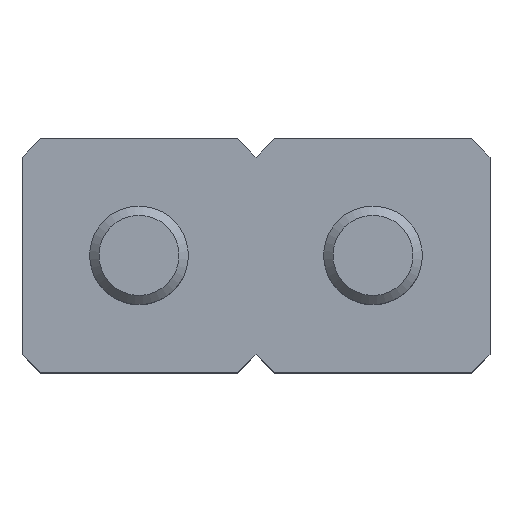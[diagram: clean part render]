
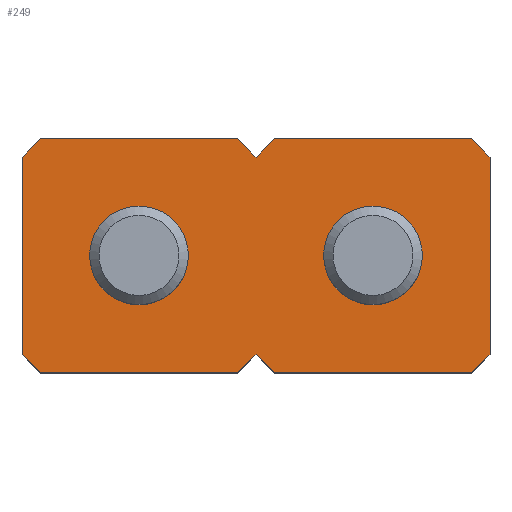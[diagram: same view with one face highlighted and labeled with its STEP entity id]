
A CAD part, top view. The second image highlights one B-rep face of the part: STEP entity #249.
In plain terms, the highlighted planar face has unit normal (0, 0, 1).
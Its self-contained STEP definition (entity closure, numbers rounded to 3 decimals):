
#249=ADVANCED_FACE('',(#380,#381,#382),#383,.T.);
#380=FACE_BOUND('',#499,.T.);
#381=FACE_BOUND('',#500,.T.);
#382=FACE_OUTER_BOUND('',#501,.T.);
#383=PLANE('',#502);
#499=EDGE_LOOP('',(#625));
#500=EDGE_LOOP('',(#626));
#501=EDGE_LOOP('',(#627,#628,#629,#630,#631,#632,#633,#634,#635,#636,#637,#638,#639,#640));
#502=AXIS2_PLACEMENT_3D('',#641,#642,#643);
#625=ORIENTED_EDGE('',*,*,#799,.F.);
#626=ORIENTED_EDGE('',*,*,#800,.F.);
#627=ORIENTED_EDGE('',*,*,#801,.F.);
#628=ORIENTED_EDGE('',*,*,#802,.T.);
#629=ORIENTED_EDGE('',*,*,#803,.T.);
#630=ORIENTED_EDGE('',*,*,#791,.F.);
#631=ORIENTED_EDGE('',*,*,#804,.T.);
#632=ORIENTED_EDGE('',*,*,#805,.F.);
#633=ORIENTED_EDGE('',*,*,#806,.T.);
#634=ORIENTED_EDGE('',*,*,#807,.F.);
#635=ORIENTED_EDGE('',*,*,#808,.T.);
#636=ORIENTED_EDGE('',*,*,#809,.T.);
#637=ORIENTED_EDGE('',*,*,#810,.F.);
#638=ORIENTED_EDGE('',*,*,#796,.T.);
#639=ORIENTED_EDGE('',*,*,#811,.F.);
#640=ORIENTED_EDGE('',*,*,#786,.T.);
#641=CARTESIAN_POINT('',(1.27,1.27,4.0));
#642=DIRECTION('',(0.0,0.0,1.0));
#643=DIRECTION('',(1.0,0.0,0.0));
#786=EDGE_CURVE('',#877,#875,#878,.F.);
#791=EDGE_CURVE('',#884,#886,#887,.T.);
#796=EDGE_CURVE('',#895,#893,#896,.F.);
#799=EDGE_CURVE('',#899,#899,#900,.T.);
#800=EDGE_CURVE('',#901,#901,#902,.T.);
#801=EDGE_CURVE('',#903,#875,#904,.T.);
#802=EDGE_CURVE('',#903,#905,#906,.F.);
#803=EDGE_CURVE('',#905,#886,#907,.F.);
#804=EDGE_CURVE('',#884,#908,#909,.F.);
#805=EDGE_CURVE('',#910,#908,#911,.T.);
#806=EDGE_CURVE('',#910,#912,#913,.F.);
#807=EDGE_CURVE('',#914,#912,#915,.T.);
#808=EDGE_CURVE('',#914,#916,#917,.F.);
#809=EDGE_CURVE('',#916,#918,#919,.F.);
#810=EDGE_CURVE('',#895,#918,#920,.T.);
#811=EDGE_CURVE('',#877,#893,#921,.T.);
#875=VERTEX_POINT('',#996);
#877=VERTEX_POINT('',#999);
#878=LINE('',#1000,#1001);
#884=VERTEX_POINT('',#1009);
#886=VERTEX_POINT('',#1012);
#887=LINE('',#1013,#1014);
#893=VERTEX_POINT('',#1022);
#895=VERTEX_POINT('',#1025);
#896=LINE('',#1026,#1027);
#899=VERTEX_POINT('',#1031);
#900=CIRCLE('',#1032,0.535);
#901=VERTEX_POINT('',#1033);
#902=CIRCLE('',#1034,0.535);
#903=VERTEX_POINT('',#1035);
#904=LINE('',#1036,#1037);
#905=VERTEX_POINT('',#1038);
#906=LINE('',#1039,#1040);
#907=LINE('',#1041,#1042);
#908=VERTEX_POINT('',#1043);
#909=LINE('',#1044,#1045);
#910=VERTEX_POINT('',#1046);
#911=LINE('',#1047,#1048);
#912=VERTEX_POINT('',#1049);
#913=LINE('',#1050,#1051);
#914=VERTEX_POINT('',#1052);
#915=LINE('',#1053,#1054);
#916=VERTEX_POINT('',#1055);
#917=LINE('',#1056,#1057);
#918=VERTEX_POINT('',#1058);
#919=LINE('',#1059,#1060);
#920=LINE('',#1061,#1062);
#921=LINE('',#1063,#1064);
#996=CARTESIAN_POINT('',(0.2,0.0,4.0));
#999=CARTESIAN_POINT('',(0.0,0.2,4.0));
#1000=CARTESIAN_POINT('',(0.1,0.1,4.0));
#1001=VECTOR('',#1153,1.0);
#1009=CARTESIAN_POINT('',(4.88,0.0,4.0));
#1012=CARTESIAN_POINT('',(2.74,0.0,4.0));
#1013=CARTESIAN_POINT('',(3.81,0.0,4.0));
#1014=VECTOR('',#1157,1.0);
#1022=CARTESIAN_POINT('',(0.0,2.34,4.0));
#1025=CARTESIAN_POINT('',(0.2,2.54,4.0));
#1026=CARTESIAN_POINT('',(0.1,2.44,4.0));
#1027=VECTOR('',#1161,1.0);
#1031=CARTESIAN_POINT('',(4.345,1.27,4.0));
#1032=AXIS2_PLACEMENT_3D('',#1163,#1164,#1165);
#1033=CARTESIAN_POINT('',(1.805,1.27,4.0));
#1034=AXIS2_PLACEMENT_3D('',#1166,#1167,#1168);
#1035=CARTESIAN_POINT('',(2.34,0.0,4.0));
#1036=CARTESIAN_POINT('',(1.27,0.0,4.0));
#1037=VECTOR('',#1169,1.0);
#1038=CARTESIAN_POINT('',(2.54,0.2,4.0));
#1039=CARTESIAN_POINT('',(2.44,0.1,4.0));
#1040=VECTOR('',#1170,1.0);
#1041=CARTESIAN_POINT('',(2.64,0.1,4.0));
#1042=VECTOR('',#1171,1.0);
#1043=CARTESIAN_POINT('',(5.08,0.2,4.0));
#1044=CARTESIAN_POINT('',(4.98,0.1,4.0));
#1045=VECTOR('',#1172,1.0);
#1046=CARTESIAN_POINT('',(5.08,2.34,4.0));
#1047=CARTESIAN_POINT('',(5.08,1.27,4.0));
#1048=VECTOR('',#1173,1.0);
#1049=CARTESIAN_POINT('',(4.88,2.54,4.0));
#1050=CARTESIAN_POINT('',(4.98,2.44,4.0));
#1051=VECTOR('',#1174,1.0);
#1052=CARTESIAN_POINT('',(2.74,2.54,4.0));
#1053=CARTESIAN_POINT('',(3.81,2.54,4.0));
#1054=VECTOR('',#1175,1.0);
#1055=CARTESIAN_POINT('',(2.54,2.34,4.0));
#1056=CARTESIAN_POINT('',(2.64,2.44,4.0));
#1057=VECTOR('',#1176,1.0);
#1058=CARTESIAN_POINT('',(2.34,2.54,4.0));
#1059=CARTESIAN_POINT('',(2.44,2.44,4.0));
#1060=VECTOR('',#1177,1.0);
#1061=CARTESIAN_POINT('',(1.27,2.54,4.0));
#1062=VECTOR('',#1178,1.0);
#1063=CARTESIAN_POINT('',(0.0,1.27,4.0));
#1064=VECTOR('',#1179,1.0);
#1153=DIRECTION('',(-0.707,0.707,0.0));
#1157=DIRECTION('',(-1.0,0.0,0.0));
#1161=DIRECTION('',(0.707,0.707,0.0));
#1163=CARTESIAN_POINT('',(3.81,1.27,4.0));
#1164=DIRECTION('',(0.0,0.0,1.0));
#1165=DIRECTION('',(1.0,0.0,0.0));
#1166=CARTESIAN_POINT('',(1.27,1.27,4.0));
#1167=DIRECTION('',(0.0,0.0,1.0));
#1168=DIRECTION('',(1.0,0.0,0.0));
#1169=DIRECTION('',(-1.0,0.0,0.0));
#1170=DIRECTION('',(-0.707,-0.707,0.0));
#1171=DIRECTION('',(-0.707,0.707,0.0));
#1172=DIRECTION('',(-0.707,-0.707,0.0));
#1173=DIRECTION('',(0.0,-1.0,0.0));
#1174=DIRECTION('',(0.707,-0.707,0.0));
#1175=DIRECTION('',(1.0,0.0,0.0));
#1176=DIRECTION('',(0.707,0.707,0.0));
#1177=DIRECTION('',(0.707,-0.707,0.0));
#1178=DIRECTION('',(1.0,0.0,0.0));
#1179=DIRECTION('',(0.0,1.0,0.0));
